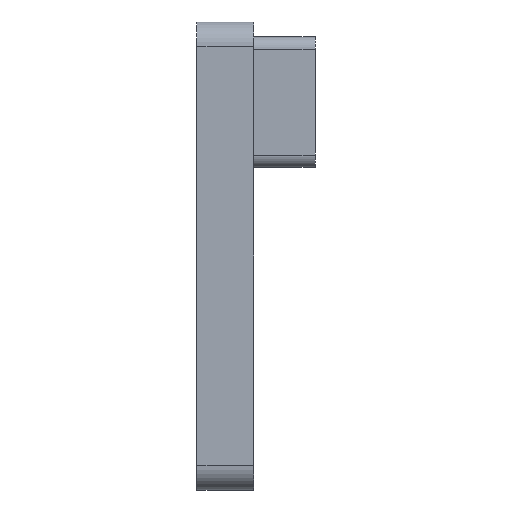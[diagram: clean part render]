
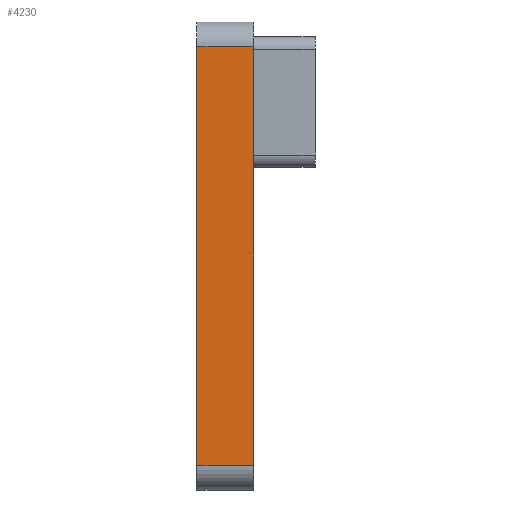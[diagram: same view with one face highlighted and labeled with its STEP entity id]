
A CAD part, front view. The second image highlights one B-rep face of the part: STEP entity #4230.
In plain terms, the highlighted planar face has unit normal (0, -1, 0).
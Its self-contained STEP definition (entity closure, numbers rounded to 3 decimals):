
#98 = LINE ( 'NONE', #10348, #12355 ) ;
#256 = CARTESIAN_POINT ( 'NONE',  ( 1.15, -15.5, 8.5 ) ) ;
#386 = DIRECTION ( 'NONE',  ( -1., 0., 0. ) ) ;
#1250 = CARTESIAN_POINT ( 'NONE',  ( 1.15, -15.5, 8.5 ) ) ;
#1397 = DIRECTION ( 'NONE',  ( 0., 0., -1. ) ) ;
#1451 = LINE ( 'NONE', #7896, #14481 ) ;
#1834 = EDGE_CURVE ( 'NONE', #14127, #6658, #98, .T. ) ;
#1950 = DIRECTION ( 'NONE',  ( 0., 1., 0. ) ) ;
#3319 = CARTESIAN_POINT ( 'NONE',  ( -1.15, -15.5, -8.5 ) ) ;
#3614 = DIRECTION ( 'NONE',  ( 0., 0., 1. ) ) ;
#3842 = EDGE_LOOP ( 'NONE', ( #16981, #3903, #4040, #17773 ) ) ;
#3903 = ORIENTED_EDGE ( 'NONE', *, *, #1834, .F. ) ;
#4040 = ORIENTED_EDGE ( 'NONE', *, *, #19071, .F. ) ;
#4230 = ADVANCED_FACE ( 'NONE', ( #17050 ), #6619, .F. ) ;
#4594 = VECTOR ( 'NONE', #12899, 1000. ) ;
#4665 = CARTESIAN_POINT ( 'NONE',  ( 1.15, -15.5, 8.5 ) ) ;
#6619 = PLANE ( 'NONE',  #7516 ) ;
#6658 = VERTEX_POINT ( 'NONE', #3319 ) ;
#6970 = CARTESIAN_POINT ( 'NONE',  ( 1.15, -15.5, -8.5 ) ) ;
#7516 = AXIS2_PLACEMENT_3D ( 'NONE', #256, #1950, #3614 ) ;
#7896 = CARTESIAN_POINT ( 'NONE',  ( -1.15, -15.5, 8.5 ) ) ;
#7940 = LINE ( 'NONE', #1250, #4594 ) ;
#10348 = CARTESIAN_POINT ( 'NONE',  ( 1.15, -15.5, -8.5 ) ) ;
#12355 = VECTOR ( 'NONE', #386, 1000. ) ;
#12899 = DIRECTION ( 'NONE',  ( 0., 0., -1. ) ) ;
#13074 = CARTESIAN_POINT ( 'NONE',  ( 1.15, -15.5, 8.5 ) ) ;
#13172 = VERTEX_POINT ( 'NONE', #4665 ) ;
#13212 = EDGE_CURVE ( 'NONE', #21247, #6658, #1451, .T. ) ;
#14127 = VERTEX_POINT ( 'NONE', #6970 ) ;
#14481 = VECTOR ( 'NONE', #1397, 1000. ) ;
#14775 = VECTOR ( 'NONE', #19480, 1000. ) ;
#15769 = CARTESIAN_POINT ( 'NONE',  ( -1.15, -15.5, 8.5 ) ) ;
#16981 = ORIENTED_EDGE ( 'NONE', *, *, #13212, .T. ) ;
#17050 = FACE_OUTER_BOUND ( 'NONE', #3842, .T. ) ;
#17773 = ORIENTED_EDGE ( 'NONE', *, *, #19882, .T. ) ;
#17939 = LINE ( 'NONE', #13074, #14775 ) ;
#19071 = EDGE_CURVE ( 'NONE', #13172, #14127, #7940, .T. ) ;
#19480 = DIRECTION ( 'NONE',  ( -1., 0., 0. ) ) ;
#19882 = EDGE_CURVE ( 'NONE', #13172, #21247, #17939, .T. ) ;
#21247 = VERTEX_POINT ( 'NONE', #15769 ) ;
